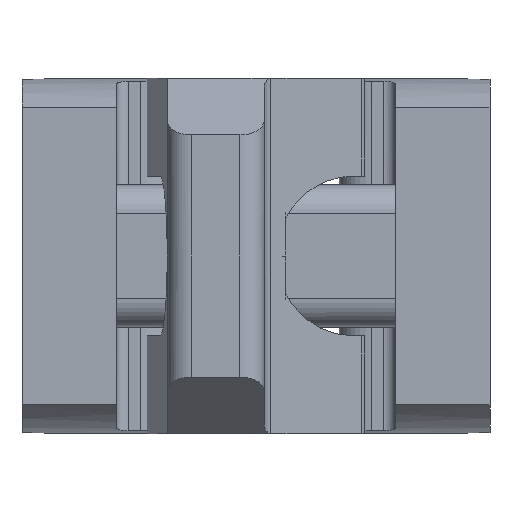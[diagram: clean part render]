
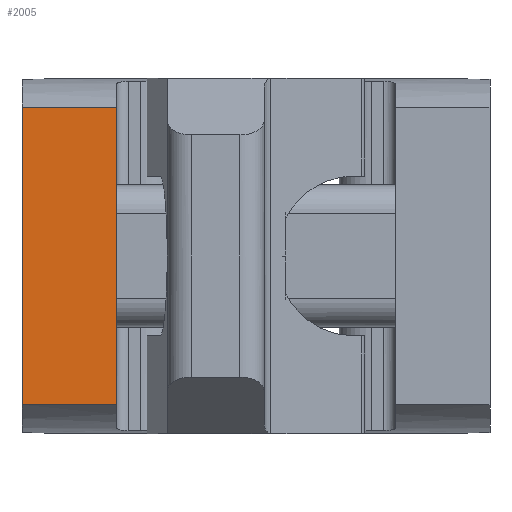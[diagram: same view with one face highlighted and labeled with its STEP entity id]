
A CAD part, left-side view. The second image highlights one B-rep face of the part: STEP entity #2005.
In plain terms, the highlighted planar face has unit normal (-1, 0, 0).
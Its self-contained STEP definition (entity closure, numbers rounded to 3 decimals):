
#1937=VERTEX_POINT('',#4794);
#1965=EDGE_CURVE('',#2927,#3819,#4825,.T.);
#2005=ADVANCED_FACE('',(#4872),#4873,.T.);
#2927=VERTEX_POINT('',#5884);
#3163=EDGE_CURVE('',#4209,#1937,#6138,.T.);
#3393=EDGE_CURVE('',#4209,#2927,#6390,.T.);
#3573=EDGE_CURVE('',#3819,#1937,#6592,.T.);
#3819=VERTEX_POINT('',#6860);
#4209=VERTEX_POINT('',#7282);
#4794=CARTESIAN_POINT('',(48.0,46.3,18.439));
#4825=LINE('',#8191,#8192);
#4872=FACE_OUTER_BOUND('',#8252,.T.);
#4873=PLANE('',#8253);
#5884=CARTESIAN_POINT('',(48.0,58.0,-18.439));
#6138=LINE('',#10129,#10130);
#6390=LINE('',#10522,#10523);
#6592=LINE('',#10819,#10820);
#6860=CARTESIAN_POINT('',(48.0,58.0,18.439));
#7282=CARTESIAN_POINT('',(48.0,46.3,-18.439));
#8191=CARTESIAN_POINT('',(48.0,58.0,-23.0));
#8192=VECTOR('',#12668,1.0);
#8252=EDGE_LOOP('',(#12741,#12742,#12743,#12744));
#8253=AXIS2_PLACEMENT_3D('',#12745,#12746,#12747);
#10129=CARTESIAN_POINT('',(48.0,46.3,-23.0));
#10130=VECTOR('',#14116,1.0);
#10522=CARTESIAN_POINT('',(48.0,52.15,-18.439));
#10523=VECTOR('',#14413,1.0);
#10819=CARTESIAN_POINT('',(48.0,52.15,18.439));
#10820=VECTOR('',#14673,1.0);
#12668=DIRECTION('',(0.0,0.0,1.0));
#12741=ORIENTED_EDGE('',*,*,#3393,.F.);
#12742=ORIENTED_EDGE('',*,*,#3163,.T.);
#12743=ORIENTED_EDGE('',*,*,#3573,.F.);
#12744=ORIENTED_EDGE('',*,*,#1965,.F.);
#12745=CARTESIAN_POINT('',(48.0,46.3,-23.0));
#12746=DIRECTION('',(-1.0,0.,0.0));
#12747=DIRECTION('',(0.,-1.0,0.0));
#14116=DIRECTION('',(0.0,0.0,1.0));
#14413=DIRECTION('',(0.,1.0,0.0));
#14673=DIRECTION('',(0.,-1.0,0.0));
